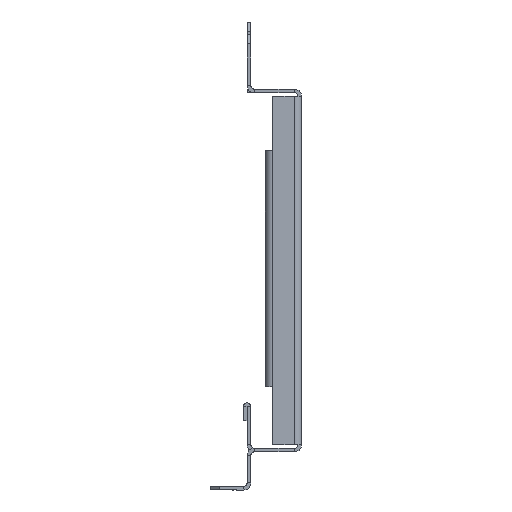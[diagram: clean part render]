
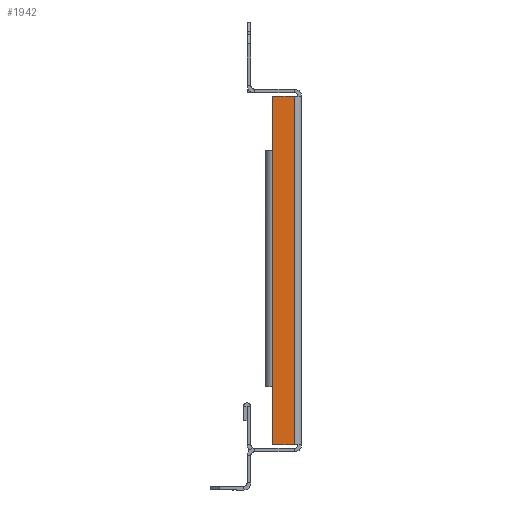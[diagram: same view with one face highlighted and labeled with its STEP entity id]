
A CAD part, left-side view. The second image highlights one B-rep face of the part: STEP entity #1942.
In plain terms, the highlighted planar face has unit normal (-1, 0, 0).
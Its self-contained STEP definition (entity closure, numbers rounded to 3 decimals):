
#423 = LINE ( 'NONE', #4825, #4591 ) ;
#969 = DIRECTION ( 'NONE',  ( 0., 0., -1. ) ) ;
#1117 = CARTESIAN_POINT ( 'NONE',  ( -100., -8., -96. ) ) ;
#1634 = ORIENTED_EDGE ( 'NONE', *, *, #5488, .T. ) ;
#1942 = ADVANCED_FACE ( 'NONE', ( #9127 ), #8304, .F. ) ;
#2047 = CARTESIAN_POINT ( 'NONE',  ( -100., 4., -96. ) ) ;
#2174 = CARTESIAN_POINT ( 'NONE',  ( -100., -10., 96. ) ) ;
#2456 = VECTOR ( 'NONE', #9021, 1000. ) ;
#2911 = LINE ( 'NONE', #6566, #5863 ) ;
#4375 = EDGE_LOOP ( 'NONE', ( #5003, #5996, #9261, #1634 ) ) ;
#4422 = LINE ( 'NONE', #6141, #7080 ) ;
#4591 = VECTOR ( 'NONE', #6772, 1000. ) ;
#4825 = CARTESIAN_POINT ( 'NONE',  ( -100., -10., -96. ) ) ;
#5003 = ORIENTED_EDGE ( 'NONE', *, *, #9486, .F. ) ;
#5488 = EDGE_CURVE ( 'NONE', #10219, #9176, #423, .T. ) ;
#5863 = VECTOR ( 'NONE', #7388, 1000. ) ;
#5996 = ORIENTED_EDGE ( 'NONE', *, *, #9919, .T. ) ;
#6141 = CARTESIAN_POINT ( 'NONE',  ( -100., 4., 0. ) ) ;
#6423 = DIRECTION ( 'NONE',  ( 1., 0., 0. ) ) ;
#6542 = DIRECTION ( 'NONE',  ( 0., 1., 0. ) ) ;
#6566 = CARTESIAN_POINT ( 'NONE',  ( -100., -8., -96. ) ) ;
#6772 = DIRECTION ( 'NONE',  ( 0., -1., 0. ) ) ;
#7080 = VECTOR ( 'NONE', #969, 1000. ) ;
#7131 = CARTESIAN_POINT ( 'NONE',  ( -100., -8., 96. ) ) ;
#7189 = VERTEX_POINT ( 'NONE', #8645 ) ;
#7388 = DIRECTION ( 'NONE',  ( 0., 0., -1. ) ) ;
#8304 = PLANE ( 'NONE',  #8938 ) ;
#8645 = CARTESIAN_POINT ( 'NONE',  ( -100., 4., 96. ) ) ;
#8938 = AXIS2_PLACEMENT_3D ( 'NONE', #9953, #6423, #6542 ) ;
#9021 = DIRECTION ( 'NONE',  ( 0., 1., 0. ) ) ;
#9127 = FACE_OUTER_BOUND ( 'NONE', #4375, .T. ) ;
#9176 = VERTEX_POINT ( 'NONE', #1117 ) ;
#9261 = ORIENTED_EDGE ( 'NONE', *, *, #10973, .T. ) ;
#9486 = EDGE_CURVE ( 'NONE', #11345, #9176, #2911, .T. ) ;
#9919 = EDGE_CURVE ( 'NONE', #11345, #7189, #10242, .T. ) ;
#9953 = CARTESIAN_POINT ( 'NONE',  ( -100., -10., 0. ) ) ;
#10219 = VERTEX_POINT ( 'NONE', #2047 ) ;
#10242 = LINE ( 'NONE', #2174, #2456 ) ;
#10973 = EDGE_CURVE ( 'NONE', #7189, #10219, #4422, .T. ) ;
#11345 = VERTEX_POINT ( 'NONE', #7131 ) ;
